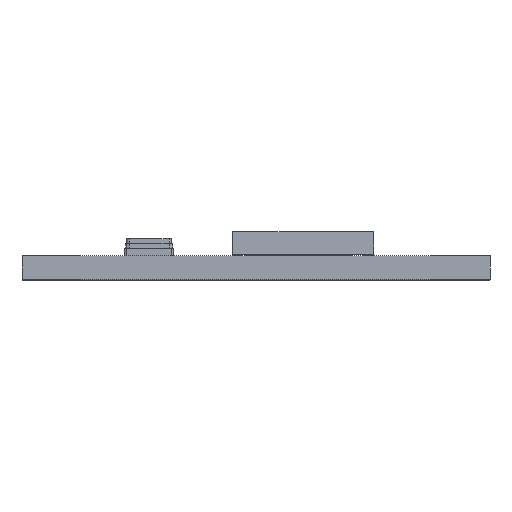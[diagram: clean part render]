
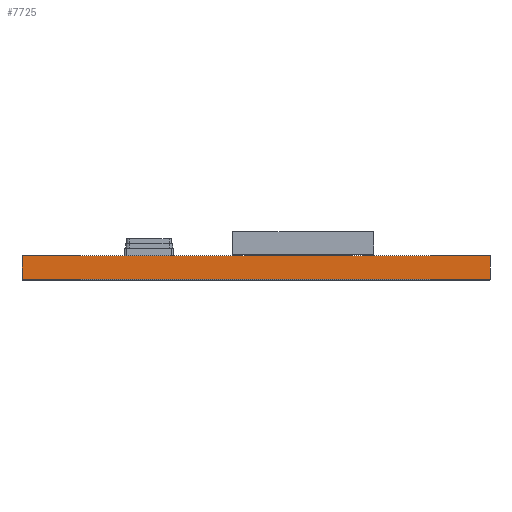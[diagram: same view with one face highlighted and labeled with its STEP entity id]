
A CAD part, top view. The second image highlights one B-rep face of the part: STEP entity #7725.
In plain terms, the highlighted planar face has unit normal (0, 0, 1).
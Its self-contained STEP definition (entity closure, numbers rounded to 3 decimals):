
#697=PLANE('',#8238);
#1109=FACE_OUTER_BOUND('',#1587,.T.);
#1587=EDGE_LOOP('',(#6942,#6943,#6944,#6945));
#2399=LINE('',#12496,#3333);
#2400=LINE('',#12499,#3334);
#2401=LINE('',#12501,#3335);
#2402=LINE('',#12502,#3336);
#3333=VECTOR('',#9830,10.);
#3334=VECTOR('',#9833,10.);
#3335=VECTOR('',#9834,10.);
#3336=VECTOR('',#9835,10.);
#4139=VERTEX_POINT('',#12492);
#4140=VERTEX_POINT('',#12494);
#4141=VERTEX_POINT('',#12498);
#4142=VERTEX_POINT('',#12500);
#5100=EDGE_CURVE('',#4139,#4140,#2399,.T.);
#5101=EDGE_CURVE('',#4141,#4139,#2400,.T.);
#5102=EDGE_CURVE('',#4142,#4140,#2401,.T.);
#5103=EDGE_CURVE('',#4141,#4142,#2402,.T.);
#6942=ORIENTED_EDGE('',*,*,#5101,.T.);
#6943=ORIENTED_EDGE('',*,*,#5100,.T.);
#6944=ORIENTED_EDGE('',*,*,#5102,.F.);
#6945=ORIENTED_EDGE('',*,*,#5103,.F.);
#7725=ADVANCED_FACE('',(#1109),#697,.T.);
#8238=AXIS2_PLACEMENT_3D('',#12497,#9831,#9832);
#9830=DIRECTION('',(0.,1.,0.));
#9831=DIRECTION('center_axis',(0.,0.,1.));
#9832=DIRECTION('ref_axis',(1.,0.,0.));
#9833=DIRECTION('',(1.,0.,0.));
#9834=DIRECTION('',(1.,0.,0.));
#9835=DIRECTION('',(0.,1.,0.));
#12492=CARTESIAN_POINT('',(19.95,0.,0.));
#12494=CARTESIAN_POINT('',(19.95,1.,0.));
#12496=CARTESIAN_POINT('',(19.95,0.,0.));
#12497=CARTESIAN_POINT('Origin',(0.,0.,0.));
#12498=CARTESIAN_POINT('',(0.,0.,0.));
#12499=CARTESIAN_POINT('',(0.,0.,0.));
#12500=CARTESIAN_POINT('',(0.,1.,0.));
#12501=CARTESIAN_POINT('',(0.,1.,0.));
#12502=CARTESIAN_POINT('',(0.,0.,0.));
